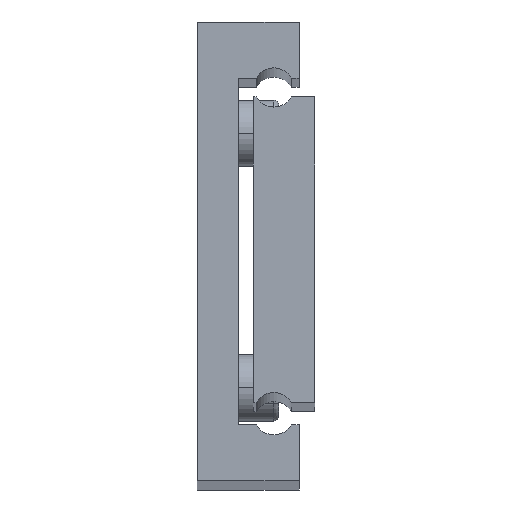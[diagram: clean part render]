
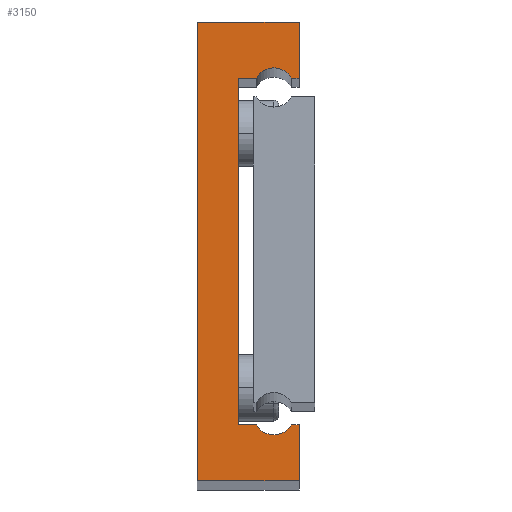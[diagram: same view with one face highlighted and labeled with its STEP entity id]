
A CAD part, top view. The second image highlights one B-rep face of the part: STEP entity #3150.
In plain terms, the highlighted planar face has unit normal (0, 0, 1).
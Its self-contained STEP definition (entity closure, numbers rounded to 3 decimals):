
#21 = LINE ( 'NONE', #3033, #1237 ) ;
#106 = DIRECTION ( 'NONE',  ( -1., 0., 0. ) ) ;
#132 = ORIENTED_EDGE ( 'NONE', *, *, #391, .T. ) ;
#233 = EDGE_CURVE ( 'NONE', #2000, #2502, #21, .T. ) ;
#244 = DIRECTION ( 'NONE',  ( 1., 0., 0. ) ) ;
#274 = VECTOR ( 'NONE', #1958, 1000. ) ;
#281 = AXIS2_PLACEMENT_3D ( 'NONE', #708, #1186, #2141 ) ;
#316 = EDGE_CURVE ( 'NONE', #1612, #2930, #2468, .T. ) ;
#319 = ORIENTED_EDGE ( 'NONE', *, *, #1553, .T. ) ;
#391 = EDGE_CURVE ( 'NONE', #2930, #1022, #392, .T. ) ;
#392 = LINE ( 'NONE', #868, #2226 ) ;
#408 = ORIENTED_EDGE ( 'NONE', *, *, #316, .T. ) ;
#415 = VECTOR ( 'NONE', #106, 1000. ) ;
#416 = CARTESIAN_POINT ( 'NONE',  ( 15., 77., 525. ) ) ;
#421 = CARTESIAN_POINT ( 'NONE',  ( 20., 79., 525. ) ) ;
#452 = DIRECTION ( 'NONE',  ( 1., 0., 0. ) ) ;
#469 = AXIS2_PLACEMENT_3D ( 'NONE', #416, #2371, #2880 ) ;
#543 = CARTESIAN_POINT ( 'NONE',  ( 0., 0., 525. ) ) ;
#551 = VERTEX_POINT ( 'NONE', #2877 ) ;
#597 = LINE ( 'NONE', #2812, #809 ) ;
#615 = CARTESIAN_POINT ( 'NONE',  ( 8., 11., 525. ) ) ;
#672 = EDGE_CURVE ( 'NONE', #2816, #551, #2314, .T. ) ;
#708 = CARTESIAN_POINT ( 'NONE',  ( 15., 13., 525. ) ) ;
#716 = ORIENTED_EDGE ( 'NONE', *, *, #844, .T. ) ;
#723 = FACE_OUTER_BOUND ( 'NONE', #2524, .T. ) ;
#792 = CARTESIAN_POINT ( 'NONE',  ( 11.536, 11., 525. ) ) ;
#793 = CARTESIAN_POINT ( 'NONE',  ( 20., 79., 525. ) ) ;
#809 = VECTOR ( 'NONE', #1116, 1000. ) ;
#844 = EDGE_CURVE ( 'NONE', #2495, #2000, #848, .T. ) ;
#848 = LINE ( 'NONE', #615, #2591 ) ;
#868 = CARTESIAN_POINT ( 'NONE',  ( 0., 0., 525. ) ) ;
#920 = CIRCLE ( 'NONE', #2964, 4. ) ;
#959 = ORIENTED_EDGE ( 'NONE', *, *, #2595, .T. ) ;
#978 = CARTESIAN_POINT ( 'NONE',  ( 20., 0., 525. ) ) ;
#989 = ORIENTED_EDGE ( 'NONE', *, *, #1721, .T. ) ;
#1022 = VERTEX_POINT ( 'NONE', #1211 ) ;
#1027 = VECTOR ( 'NONE', #452, 1000. ) ;
#1054 = VERTEX_POINT ( 'NONE', #792 ) ;
#1078 = CARTESIAN_POINT ( 'NONE',  ( 11.536, 11., 525. ) ) ;
#1116 = DIRECTION ( 'NONE',  ( -1., 0., 0. ) ) ;
#1164 = LINE ( 'NONE', #1932, #1852 ) ;
#1186 = DIRECTION ( 'NONE',  ( 0., 0., -1. ) ) ;
#1211 = CARTESIAN_POINT ( 'NONE',  ( 0., 0., 525. ) ) ;
#1237 = VECTOR ( 'NONE', #244, 1000. ) ;
#1279 = ORIENTED_EDGE ( 'NONE', *, *, #2589, .T. ) ;
#1335 = EDGE_CURVE ( 'NONE', #1771, #2262, #1959, .T. ) ;
#1356 = CARTESIAN_POINT ( 'NONE',  ( 8., 79., 525. ) ) ;
#1372 = DIRECTION ( 'NONE',  ( 0., -1., 0. ) ) ;
#1392 = ORIENTED_EDGE ( 'NONE', *, *, #233, .T. ) ;
#1419 = DIRECTION ( 'NONE',  ( 0., 0., -1. ) ) ;
#1553 = EDGE_CURVE ( 'NONE', #1022, #2816, #2741, .T. ) ;
#1565 = CIRCLE ( 'NONE', #281, 4. ) ;
#1607 = CARTESIAN_POINT ( 'NONE',  ( 20., 90., 525. ) ) ;
#1611 = CARTESIAN_POINT ( 'NONE',  ( 8., 11., 525. ) ) ;
#1612 = VERTEX_POINT ( 'NONE', #1607 ) ;
#1625 = LINE ( 'NONE', #1078, #415 ) ;
#1639 = CARTESIAN_POINT ( 'NONE',  ( 0., 90., 525. ) ) ;
#1703 = CARTESIAN_POINT ( 'NONE',  ( 15., 77., 525. ) ) ;
#1715 = DIRECTION ( 'NONE',  ( -1., 0., 0. ) ) ;
#1721 = EDGE_CURVE ( 'NONE', #1945, #1054, #1565, .T. ) ;
#1743 = CARTESIAN_POINT ( 'NONE',  ( 0., 90., 525. ) ) ;
#1771 = VERTEX_POINT ( 'NONE', #3133 ) ;
#1852 = VECTOR ( 'NONE', #2885, 1000. ) ;
#1914 = PLANE ( 'NONE',  #469 ) ;
#1932 = CARTESIAN_POINT ( 'NONE',  ( 20., 90., 525. ) ) ;
#1945 = VERTEX_POINT ( 'NONE', #2984 ) ;
#1958 = DIRECTION ( 'NONE',  ( -1., 0., 0. ) ) ;
#1959 = LINE ( 'NONE', #421, #1027 ) ;
#2000 = VERTEX_POINT ( 'NONE', #1356 ) ;
#2141 = DIRECTION ( 'NONE',  ( 1., 0., 0. ) ) ;
#2151 = ORIENTED_EDGE ( 'NONE', *, *, #2448, .T. ) ;
#2219 = VECTOR ( 'NONE', #2806, 1000. ) ;
#2226 = VECTOR ( 'NONE', #1372, 1000. ) ;
#2262 = VERTEX_POINT ( 'NONE', #793 ) ;
#2314 = LINE ( 'NONE', #978, #2793 ) ;
#2371 = DIRECTION ( 'NONE',  ( 0., 0., -1. ) ) ;
#2376 = CARTESIAN_POINT ( 'NONE',  ( 11.536, 79., 525. ) ) ;
#2448 = EDGE_CURVE ( 'NONE', #551, #1945, #597, .T. ) ;
#2468 = LINE ( 'NONE', #1743, #274 ) ;
#2471 = ORIENTED_EDGE ( 'NONE', *, *, #1335, .T. ) ;
#2495 = VERTEX_POINT ( 'NONE', #1611 ) ;
#2502 = VERTEX_POINT ( 'NONE', #2376 ) ;
#2503 = DIRECTION ( 'NONE',  ( 0., 1., 0. ) ) ;
#2524 = EDGE_LOOP ( 'NONE', ( #132, #319, #2525, #2151, #989, #2532, #716, #1392, #959, #2471, #1279, #408 ) ) ;
#2525 = ORIENTED_EDGE ( 'NONE', *, *, #672, .T. ) ;
#2532 = ORIENTED_EDGE ( 'NONE', *, *, #2861, .T. ) ;
#2553 = DIRECTION ( 'NONE',  ( 0., 1., 0. ) ) ;
#2589 = EDGE_CURVE ( 'NONE', #2262, #1612, #1164, .T. ) ;
#2591 = VECTOR ( 'NONE', #2553, 1000. ) ;
#2595 = EDGE_CURVE ( 'NONE', #2502, #1771, #920, .T. ) ;
#2741 = LINE ( 'NONE', #543, #2219 ) ;
#2793 = VECTOR ( 'NONE', #2503, 1000. ) ;
#2806 = DIRECTION ( 'NONE',  ( 1., 0., 0. ) ) ;
#2812 = CARTESIAN_POINT ( 'NONE',  ( 20., 11., 525. ) ) ;
#2816 = VERTEX_POINT ( 'NONE', #2989 ) ;
#2861 = EDGE_CURVE ( 'NONE', #1054, #2495, #1625, .T. ) ;
#2877 = CARTESIAN_POINT ( 'NONE',  ( 20., 11., 525. ) ) ;
#2880 = DIRECTION ( 'NONE',  ( -1., 0., 0. ) ) ;
#2885 = DIRECTION ( 'NONE',  ( 0., 1., 0. ) ) ;
#2930 = VERTEX_POINT ( 'NONE', #1639 ) ;
#2964 = AXIS2_PLACEMENT_3D ( 'NONE', #1703, #1419, #1715 ) ;
#2984 = CARTESIAN_POINT ( 'NONE',  ( 18.464, 11., 525. ) ) ;
#2989 = CARTESIAN_POINT ( 'NONE',  ( 20., 0., 525. ) ) ;
#3033 = CARTESIAN_POINT ( 'NONE',  ( 11.536, 79., 525. ) ) ;
#3133 = CARTESIAN_POINT ( 'NONE',  ( 18.464, 79., 525. ) ) ;
#3150 = ADVANCED_FACE ( 'NONE', ( #723 ), #1914, .F. ) ;
